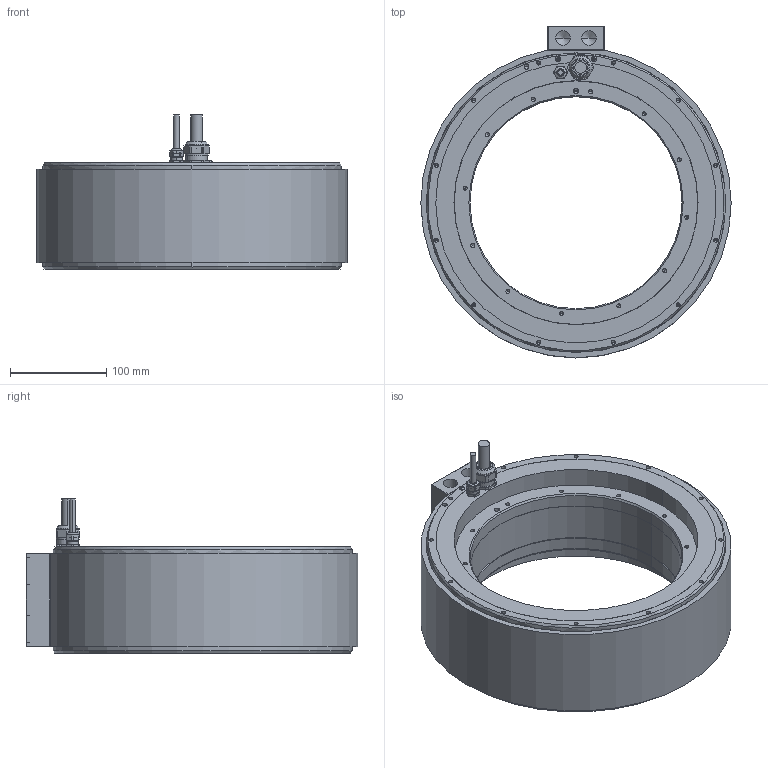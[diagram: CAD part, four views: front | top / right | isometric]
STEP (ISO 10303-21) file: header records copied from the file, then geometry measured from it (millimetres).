
FILE_DESCRIPTION((''),'2;1');
FILE_NAME('1220435-14_ASM','2018-10-18T',('CH5533'),(''),'PRO/ENGINEER BY PARAMETRIC TECHNOLOGY CORPORATION, 2014000','PRO/ENGINEER BY PARAMETRIC TECHNOLOGY CORPORATION, 2014000','');
FILE_SCHEMA(('CONFIG_CONTROL_DESIGN'));
Length unit declared in the file: millimetre
Products named in the file (3): PRT0001; PRT0002; 1220435-14_ASM
Assembly tree (2 placements, depth 2):
  1220435-14_ASM
    PRT0001
    PRT0002
Bounding box: 322 x 344.27 x 159.8 mm (x, y, z)
Volume: 4311432.1 mm3; surface area: 422371.9 mm2
Topology: 2 solids, 20 shells, 719 faces, 1711 edges, 1023 vertices
Faces by surface type: cylinder 316, plane 193, cone 164, torus 42, sphere 4
Entity records: 23189 total; most frequent: DIRECTION 3853, CARTESIAN_POINT 3514, ORIENTED_EDGE 3206, EDGE_CURVE 1603, AXIS2_PLACEMENT_3D 1558, VERTEX_POINT 1023, EDGE_LOOP 856, CIRCLE 834
